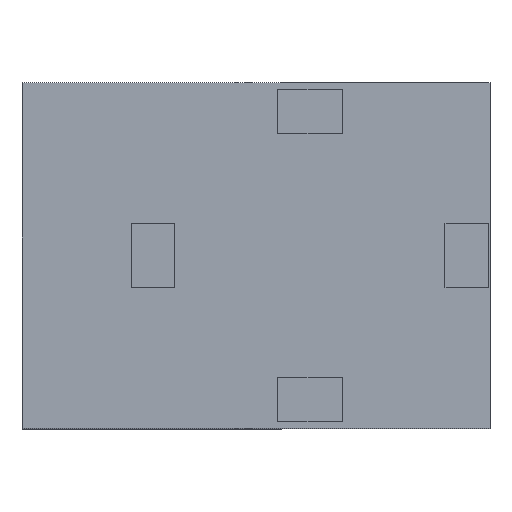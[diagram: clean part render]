
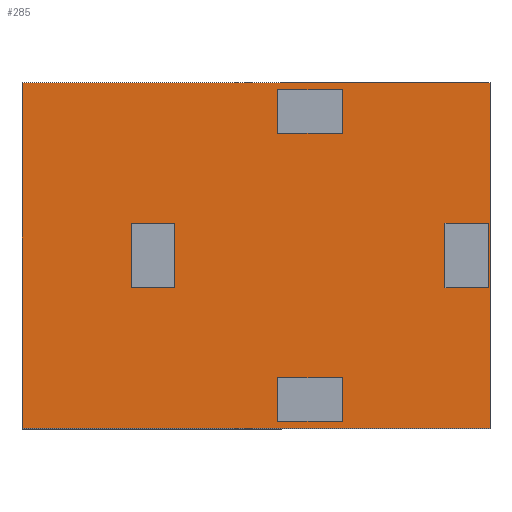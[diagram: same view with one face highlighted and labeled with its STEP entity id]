
A CAD part, top view. The second image highlights one B-rep face of the part: STEP entity #285.
In plain terms, the highlighted planar face has unit normal (0, 0, 1).
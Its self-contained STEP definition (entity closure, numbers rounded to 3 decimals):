
#37=LINE('',#1281,#117);
#49=LINE('',#1306,#129);
#52=LINE('',#1311,#132);
#53=LINE('',#1314,#133);
#54=LINE('',#1316,#134);
#55=LINE('',#1318,#135);
#56=LINE('',#1319,#136);
#57=LINE('',#1322,#137);
#58=LINE('',#1324,#138);
#59=LINE('',#1326,#139);
#60=LINE('',#1327,#140);
#61=LINE('',#1330,#141);
#62=LINE('',#1332,#142);
#63=LINE('',#1334,#143);
#64=LINE('',#1335,#144);
#65=LINE('',#1338,#145);
#66=LINE('',#1340,#146);
#67=LINE('',#1342,#147);
#68=LINE('',#1343,#148);
#69=LINE('',#1344,#149);
#117=VECTOR('',#859,1.);
#129=VECTOR('',#879,1.);
#132=VECTOR('',#884,1.);
#133=VECTOR('',#885,1.);
#134=VECTOR('',#886,1.);
#135=VECTOR('',#887,1.);
#136=VECTOR('',#888,1.);
#137=VECTOR('',#889,1.);
#138=VECTOR('',#890,1.);
#139=VECTOR('',#891,1.);
#140=VECTOR('',#892,1.);
#141=VECTOR('',#893,1.);
#142=VECTOR('',#894,1.);
#143=VECTOR('',#895,1.);
#144=VECTOR('',#896,1.);
#145=VECTOR('',#897,1.);
#146=VECTOR('',#898,1.);
#147=VECTOR('',#899,1.);
#148=VECTOR('',#900,1.);
#149=VECTOR('',#901,1.);
#198=PLANE('',#797);
#285=ADVANCED_FACE('',(#326,#327,#328,#329,#330),#198,.T.);
#326=FACE_BOUND('',#354,.T.);
#327=FACE_BOUND('',#355,.T.);
#328=FACE_BOUND('',#356,.T.);
#329=FACE_BOUND('',#357,.T.);
#330=FACE_BOUND('',#358,.T.);
#354=EDGE_LOOP('',(#434,#435,#436,#437));
#355=EDGE_LOOP('',(#438,#439,#440,#441));
#356=EDGE_LOOP('',(#442,#443,#444,#445));
#357=EDGE_LOOP('',(#446,#447,#448,#449));
#358=EDGE_LOOP('',(#450,#451,#452,#453));
#434=ORIENTED_EDGE('',*,*,#691,.T.);
#435=ORIENTED_EDGE('',*,*,#692,.T.);
#436=ORIENTED_EDGE('',*,*,#693,.T.);
#437=ORIENTED_EDGE('',*,*,#694,.T.);
#438=ORIENTED_EDGE('',*,*,#695,.T.);
#439=ORIENTED_EDGE('',*,*,#696,.T.);
#440=ORIENTED_EDGE('',*,*,#697,.T.);
#441=ORIENTED_EDGE('',*,*,#698,.T.);
#442=ORIENTED_EDGE('',*,*,#699,.T.);
#443=ORIENTED_EDGE('',*,*,#700,.T.);
#444=ORIENTED_EDGE('',*,*,#701,.T.);
#445=ORIENTED_EDGE('',*,*,#702,.T.);
#446=ORIENTED_EDGE('',*,*,#703,.T.);
#447=ORIENTED_EDGE('',*,*,#704,.T.);
#448=ORIENTED_EDGE('',*,*,#705,.T.);
#449=ORIENTED_EDGE('',*,*,#706,.T.);
#450=ORIENTED_EDGE('',*,*,#676,.T.);
#451=ORIENTED_EDGE('',*,*,#707,.F.);
#452=ORIENTED_EDGE('',*,*,#688,.F.);
#453=ORIENTED_EDGE('',*,*,#708,.T.);
#602=VERTEX_POINT('',#1271);
#607=VERTEX_POINT('',#1280);
#616=VERTEX_POINT('',#1305);
#617=VERTEX_POINT('',#1307);
#618=VERTEX_POINT('',#1312);
#619=VERTEX_POINT('',#1313);
#620=VERTEX_POINT('',#1315);
#621=VERTEX_POINT('',#1317);
#622=VERTEX_POINT('',#1320);
#623=VERTEX_POINT('',#1321);
#624=VERTEX_POINT('',#1323);
#625=VERTEX_POINT('',#1325);
#626=VERTEX_POINT('',#1328);
#627=VERTEX_POINT('',#1329);
#628=VERTEX_POINT('',#1331);
#629=VERTEX_POINT('',#1333);
#630=VERTEX_POINT('',#1336);
#631=VERTEX_POINT('',#1337);
#632=VERTEX_POINT('',#1339);
#633=VERTEX_POINT('',#1341);
#676=EDGE_CURVE('',#602,#607,#37,.T.);
#688=EDGE_CURVE('',#616,#617,#49,.T.);
#691=EDGE_CURVE('',#618,#619,#52,.T.);
#692=EDGE_CURVE('',#619,#620,#53,.T.);
#693=EDGE_CURVE('',#620,#621,#54,.T.);
#694=EDGE_CURVE('',#621,#618,#55,.T.);
#695=EDGE_CURVE('',#622,#623,#56,.T.);
#696=EDGE_CURVE('',#623,#624,#57,.T.);
#697=EDGE_CURVE('',#624,#625,#58,.T.);
#698=EDGE_CURVE('',#625,#622,#59,.T.);
#699=EDGE_CURVE('',#626,#627,#60,.T.);
#700=EDGE_CURVE('',#627,#628,#61,.T.);
#701=EDGE_CURVE('',#628,#629,#62,.T.);
#702=EDGE_CURVE('',#629,#626,#63,.T.);
#703=EDGE_CURVE('',#630,#631,#64,.T.);
#704=EDGE_CURVE('',#631,#632,#65,.T.);
#705=EDGE_CURVE('',#632,#633,#66,.T.);
#706=EDGE_CURVE('',#633,#630,#67,.T.);
#707=EDGE_CURVE('',#617,#607,#68,.T.);
#708=EDGE_CURVE('',#616,#602,#69,.T.);
#797=AXIS2_PLACEMENT_3D('',#1345,#902,#903);
#859=DIRECTION('',(-1.,0.,0.));
#879=DIRECTION('',(-1.,0.,0.));
#884=DIRECTION('',(0.,-1.,0.));
#885=DIRECTION('',(-1.,0.,0.));
#886=DIRECTION('',(0.,1.,0.));
#887=DIRECTION('',(1.,0.,0.));
#888=DIRECTION('',(1.,0.,0.));
#889=DIRECTION('',(0.,-1.,0.));
#890=DIRECTION('',(-1.,0.,0.));
#891=DIRECTION('',(0.,1.,0.));
#892=DIRECTION('',(0.,-1.,0.));
#893=DIRECTION('',(-1.,0.,0.));
#894=DIRECTION('',(0.,1.,0.));
#895=DIRECTION('',(1.,0.,0.));
#896=DIRECTION('',(1.,0.,0.));
#897=DIRECTION('',(0.,-1.,0.));
#898=DIRECTION('',(-1.,0.,0.));
#899=DIRECTION('',(0.,1.,0.));
#900=DIRECTION('',(0.,1.,0.));
#901=DIRECTION('',(0.,1.,0.));
#902=DIRECTION('',(0.,0.,1.));
#903=DIRECTION('',(0.,1.,0.));
#1271=CARTESIAN_POINT('',(50.,48.,0.));
#1280=CARTESIAN_POINT('',(-80.,48.,0.));
#1281=CARTESIAN_POINT('',(50.,48.,0.));
#1305=CARTESIAN_POINT('',(50.,-48.,0.));
#1306=CARTESIAN_POINT('',(50.,-48.,0.));
#1307=CARTESIAN_POINT('',(-80.,-48.,0.));
#1311=CARTESIAN_POINT('',(49.5,-9.015,0.));
#1312=CARTESIAN_POINT('',(49.5,9.,0.));
#1313=CARTESIAN_POINT('',(49.5,-9.015,0.));
#1314=CARTESIAN_POINT('',(49.5,-9.015,0.));
#1315=CARTESIAN_POINT('',(37.5,-9.015,0.));
#1316=CARTESIAN_POINT('',(37.5,9.,0.));
#1317=CARTESIAN_POINT('',(37.5,9.,0.));
#1318=CARTESIAN_POINT('',(49.5,9.,0.));
#1319=CARTESIAN_POINT('',(9.015,46.,0.));
#1320=CARTESIAN_POINT('',(-9.,46.,0.));
#1321=CARTESIAN_POINT('',(9.015,46.,0.));
#1322=CARTESIAN_POINT('',(9.015,46.,0.));
#1323=CARTESIAN_POINT('',(9.015,34.,0.));
#1324=CARTESIAN_POINT('',(-9.,34.,0.));
#1325=CARTESIAN_POINT('',(-9.,34.,0.));
#1326=CARTESIAN_POINT('',(-9.,46.,0.));
#1327=CARTESIAN_POINT('',(-37.5,-9.015,0.));
#1328=CARTESIAN_POINT('',(-37.5,9.,0.));
#1329=CARTESIAN_POINT('',(-37.5,-9.015,0.));
#1330=CARTESIAN_POINT('',(-37.5,-9.015,0.));
#1331=CARTESIAN_POINT('',(-49.5,-9.015,0.));
#1332=CARTESIAN_POINT('',(-49.5,9.,0.));
#1333=CARTESIAN_POINT('',(-49.5,9.,0.));
#1334=CARTESIAN_POINT('',(-37.5,9.,0.));
#1335=CARTESIAN_POINT('',(9.015,-34.,0.));
#1336=CARTESIAN_POINT('',(-9.,-34.,0.));
#1337=CARTESIAN_POINT('',(9.015,-34.,0.));
#1338=CARTESIAN_POINT('',(9.015,-34.,0.));
#1339=CARTESIAN_POINT('',(9.015,-46.,0.));
#1340=CARTESIAN_POINT('',(-9.,-46.,0.));
#1341=CARTESIAN_POINT('',(-9.,-46.,0.));
#1342=CARTESIAN_POINT('',(-9.,-34.,0.));
#1343=CARTESIAN_POINT('',(-80.,-48.,0.));
#1344=CARTESIAN_POINT('',(50.,-48.,0.));
#1345=CARTESIAN_POINT('',(50.,-48.,0.));
